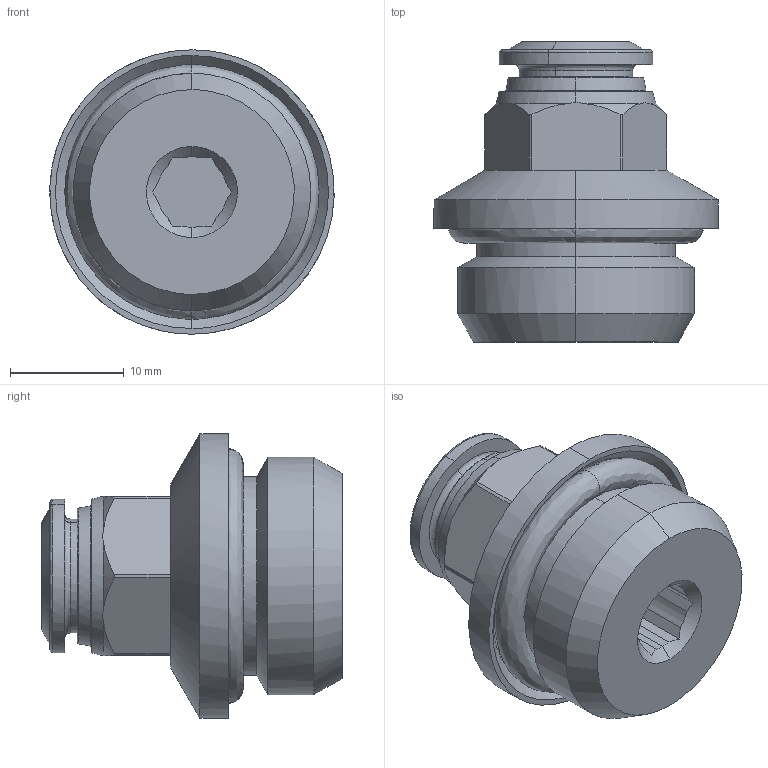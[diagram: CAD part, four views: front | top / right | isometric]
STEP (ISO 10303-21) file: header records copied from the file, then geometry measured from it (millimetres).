
FILE_DESCRIPTION (( 'STEP AP214' ), '1' );
FILE_NAME ('PC08-G04_ME.STEP', '2018-09-06T08:40:45', ( '' ), ( '' ), 'SwSTEP 2.0', 'SolidWorks 2018', '' );
FILE_SCHEMA (( 'AUTOMOTIVE_DESIGN' ));
Length unit declared in the file: millimetre
Products named in the file (1): PC08-G04_ME
Bounding box: 24.99 x 26.4 x 25 mm (x, y, z)
Surface area: 3133.5 mm2 (no closed solid volume)
Topology: 0 solids, 1 shells, 108 faces, 290 edges, 179 vertices
Faces by surface type: bspline 108
Entity records: 4475 total; most frequent: CARTESIAN_POINT 2837, ORIENTED_EDGE 548, EDGE_CURVE 290, B_SPLINE_CURVE_WITH_KNOTS 182, VERTEX_POINT 179, EDGE_LOOP 119, FACE_OUTER_BOUND 108, ADVANCED_FACE 108
